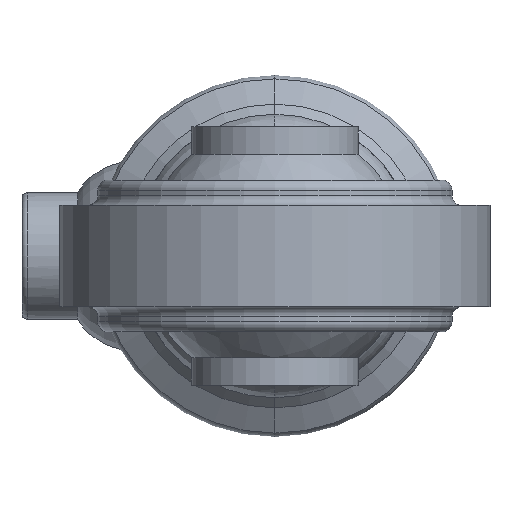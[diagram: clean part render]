
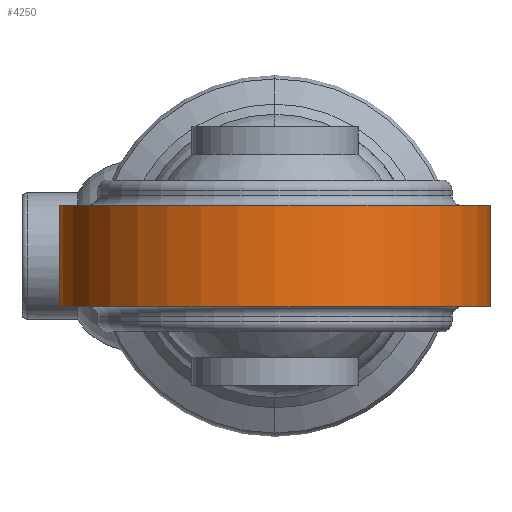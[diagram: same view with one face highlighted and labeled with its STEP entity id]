
A CAD part, left-side view. The second image highlights one B-rep face of the part: STEP entity #4250.
In plain terms, the highlighted cylindrical face has radius 42.5 mm (diameter 85 mm), a partial arc.
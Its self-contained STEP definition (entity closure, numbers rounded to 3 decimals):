
#13 = EDGE_CURVE ( 'NONE', #1889, #2666, #4417, .T. ) ;
#427 = EDGE_CURVE ( 'NONE', #3919, #2344, #4995, .T. ) ;
#449 = DIRECTION ( 'NONE',  ( 0., 1., 0. ) ) ;
#451 = EDGE_CURVE ( 'NONE', #2344, #1889, #4685, .T. ) ;
#642 = CARTESIAN_POINT ( 'NONE',  ( -98., -42.5, -15. ) ) ;
#752 = AXIS2_PLACEMENT_3D ( 'NONE', #3128, #3509, #449 ) ;
#855 = CARTESIAN_POINT ( 'NONE',  ( -98., 42.5, 10. ) ) ;
#1015 = ORIENTED_EDGE ( 'NONE', *, *, #451, .F. ) ;
#1041 = ORIENTED_EDGE ( 'NONE', *, *, #4448, .T. ) ;
#1066 = AXIS2_PLACEMENT_3D ( 'NONE', #2851, #2951, #5010 ) ;
#1183 = CARTESIAN_POINT ( 'NONE',  ( -98., -42.5, -10. ) ) ;
#1581 = CARTESIAN_POINT ( 'NONE',  ( -98., -42.5, 10. ) ) ;
#1618 = DIRECTION ( 'NONE',  ( 0., 0., 1. ) ) ;
#1684 = CARTESIAN_POINT ( 'NONE',  ( -98., 42.5, -15. ) ) ;
#1811 = ORIENTED_EDGE ( 'NONE', *, *, #427, .F. ) ;
#1889 = VERTEX_POINT ( 'NONE', #855 ) ;
#2095 = AXIS2_PLACEMENT_3D ( 'NONE', #4322, #4339, #2842 ) ;
#2238 = CARTESIAN_POINT ( 'NONE',  ( -98., 42.5, -10. ) ) ;
#2344 = VERTEX_POINT ( 'NONE', #2238 ) ;
#2636 = FACE_OUTER_BOUND ( 'NONE', #4967, .T. ) ;
#2666 = VERTEX_POINT ( 'NONE', #1581 ) ;
#2796 = VECTOR ( 'NONE', #1618, 1000. ) ;
#2842 = DIRECTION ( 'NONE',  ( 0., -1., 0. ) ) ;
#2851 = CARTESIAN_POINT ( 'NONE',  ( -98., 0., 10. ) ) ;
#2917 = LINE ( 'NONE', #642, #3979 ) ;
#2951 = DIRECTION ( 'NONE',  ( 0., 0., 1. ) ) ;
#3128 = CARTESIAN_POINT ( 'NONE',  ( -98., 0., -15. ) ) ;
#3412 = ORIENTED_EDGE ( 'NONE', *, *, #13, .F. ) ;
#3509 = DIRECTION ( 'NONE',  ( 0., 0., 1. ) ) ;
#3554 = CYLINDRICAL_SURFACE ( 'NONE', #752, 42.5 ) ;
#3919 = VERTEX_POINT ( 'NONE', #1183 ) ;
#3979 = VECTOR ( 'NONE', #4514, 1000. ) ;
#4250 = ADVANCED_FACE ( 'NONE', ( #2636 ), #3554, .T. ) ;
#4322 = CARTESIAN_POINT ( 'NONE',  ( -98., 0., -10. ) ) ;
#4339 = DIRECTION ( 'NONE',  ( 0., 0., -1. ) ) ;
#4417 = CIRCLE ( 'NONE', #1066, 42.5 ) ;
#4448 = EDGE_CURVE ( 'NONE', #3919, #2666, #2917, .T. ) ;
#4514 = DIRECTION ( 'NONE',  ( 0., 0., 1. ) ) ;
#4685 = LINE ( 'NONE', #1684, #2796 ) ;
#4967 = EDGE_LOOP ( 'NONE', ( #1811, #1041, #3412, #1015 ) ) ;
#4995 = CIRCLE ( 'NONE', #2095, 42.5 ) ;
#5010 = DIRECTION ( 'NONE',  ( 0., 1., 0. ) ) ;
